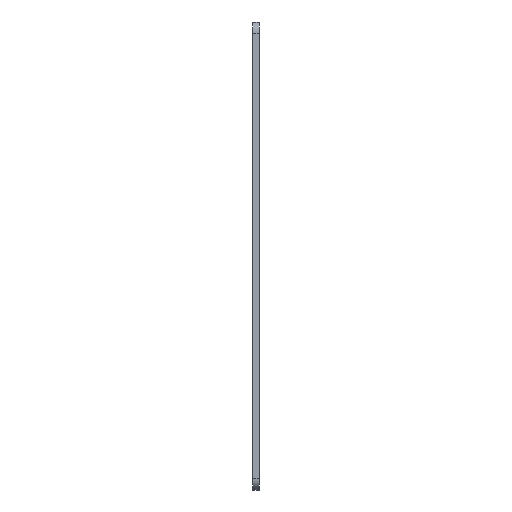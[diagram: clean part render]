
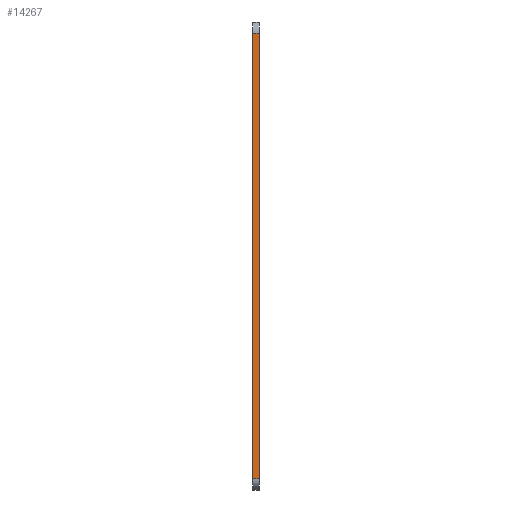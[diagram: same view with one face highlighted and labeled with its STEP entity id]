
A CAD part, left-side view. The second image highlights one B-rep face of the part: STEP entity #14267.
In plain terms, the highlighted planar face has unit normal (-1, 0, 0).
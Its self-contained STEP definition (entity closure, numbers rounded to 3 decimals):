
#2220 = EDGE_CURVE ( 'NONE', #27912, #17881, #8437, .T. ) ;
#2275 = EDGE_CURVE ( 'NONE', #3057, #27912, #8159, .T. ) ;
#3057 = VERTEX_POINT ( 'NONE', #23843 ) ;
#3072 = DIRECTION ( 'NONE',  ( 0., 0., 1. ) ) ;
#4308 = CARTESIAN_POINT ( 'NONE',  ( 379.209, 1.5, 271.368 ) ) ;
#4423 = PLANE ( 'NONE',  #22762 ) ;
#5198 = CARTESIAN_POINT ( 'NONE',  ( 379.209, 1.5, 271.368 ) ) ;
#5342 = LINE ( 'NONE', #9896, #8140 ) ;
#8140 = VECTOR ( 'NONE', #3072, 1000. ) ;
#8159 = LINE ( 'NONE', #16688, #18146 ) ;
#8437 = LINE ( 'NONE', #14959, #14506 ) ;
#9639 = ORIENTED_EDGE ( 'NONE', *, *, #17465, .F. ) ;
#9896 = CARTESIAN_POINT ( 'NONE',  ( 379.209, 1.5, 0. ) ) ;
#11100 = CARTESIAN_POINT ( 'NONE',  ( 379.209, 1.5, 0. ) ) ;
#11488 = ORIENTED_EDGE ( 'NONE', *, *, #2275, .T. ) ;
#13090 = DIRECTION ( 'NONE',  ( 1., 0., 0. ) ) ;
#13743 = EDGE_LOOP ( 'NONE', ( #28065, #14788, #9639, #11488 ) ) ;
#14257 = CARTESIAN_POINT ( 'NONE',  ( 379.209, 0., 271.368 ) ) ;
#14267 = ADVANCED_FACE ( 'NONE', ( #19224 ), #4423, .F. ) ;
#14506 = VECTOR ( 'NONE', #27610, 1000. ) ;
#14788 = ORIENTED_EDGE ( 'NONE', *, *, #27249, .F. ) ;
#14959 = CARTESIAN_POINT ( 'NONE',  ( 379.209, 0., 0. ) ) ;
#15228 = VECTOR ( 'NONE', #17109, 1000. ) ;
#16688 = CARTESIAN_POINT ( 'NONE',  ( 379.209, 1.5, 170.518 ) ) ;
#17109 = DIRECTION ( 'NONE',  ( 0., -1., 0. ) ) ;
#17465 = EDGE_CURVE ( 'NONE', #3057, #23821, #5342, .T. ) ;
#17881 = VERTEX_POINT ( 'NONE', #14257 ) ;
#18146 = VECTOR ( 'NONE', #25477, 1000. ) ;
#19224 = FACE_OUTER_BOUND ( 'NONE', #13743, .T. ) ;
#19775 = DIRECTION ( 'NONE',  ( 0., 1., 0. ) ) ;
#21237 = LINE ( 'NONE', #4308, #15228 ) ;
#22762 = AXIS2_PLACEMENT_3D ( 'NONE', #11100, #13090, #19775 ) ;
#23821 = VERTEX_POINT ( 'NONE', #5198 ) ;
#23843 = CARTESIAN_POINT ( 'NONE',  ( 379.209, 1.5, 170.518 ) ) ;
#25145 = CARTESIAN_POINT ( 'NONE',  ( 379.209, 0., 170.518 ) ) ;
#25477 = DIRECTION ( 'NONE',  ( 0., -1., 0. ) ) ;
#27249 = EDGE_CURVE ( 'NONE', #23821, #17881, #21237, .T. ) ;
#27610 = DIRECTION ( 'NONE',  ( 0., 0., 1. ) ) ;
#27912 = VERTEX_POINT ( 'NONE', #25145 ) ;
#28065 = ORIENTED_EDGE ( 'NONE', *, *, #2220, .T. ) ;
